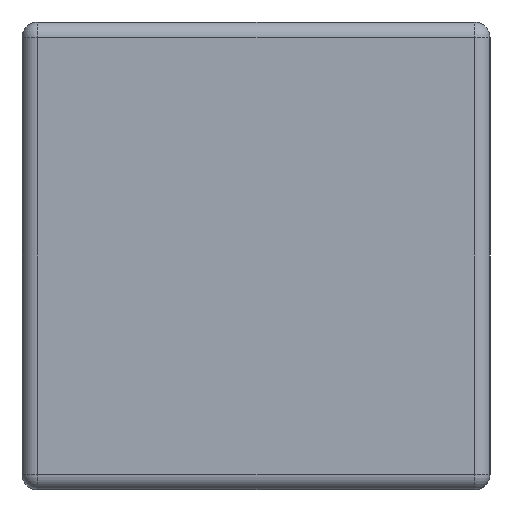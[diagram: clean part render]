
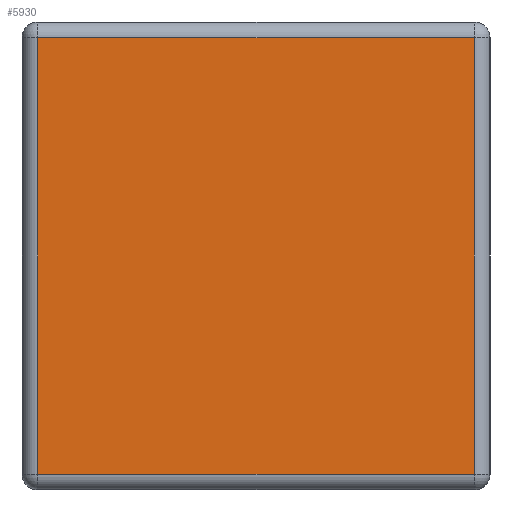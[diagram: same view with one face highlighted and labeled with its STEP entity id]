
A CAD part, left-side view. The second image highlights one B-rep face of the part: STEP entity #5930.
In plain terms, the highlighted planar face has unit normal (-1, 0, 0).
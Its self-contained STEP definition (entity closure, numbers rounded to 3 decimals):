
#440=FACE_OUTER_BOUND('',#778,.T.);
#778=EDGE_LOOP('',(#4015,#4016,#4017,#4018));
#1214=LINE('',#8185,#1834);
#1215=LINE('',#8187,#1835);
#1216=LINE('',#8189,#1836);
#1217=LINE('',#8190,#1837);
#1834=VECTOR('',#6827,1.);
#1835=VECTOR('',#6828,1.);
#1836=VECTOR('',#6829,1.);
#1837=VECTOR('',#6830,1.);
#2453=VERTEX_POINT('',#8183);
#2454=VERTEX_POINT('',#8184);
#2455=VERTEX_POINT('',#8186);
#2456=VERTEX_POINT('',#8188);
#3064=EDGE_CURVE('',#2453,#2454,#1214,.T.);
#3065=EDGE_CURVE('',#2455,#2453,#1215,.T.);
#3066=EDGE_CURVE('',#2456,#2455,#1216,.T.);
#3067=EDGE_CURVE('',#2454,#2456,#1217,.T.);
#4015=ORIENTED_EDGE('',*,*,#3064,.F.);
#4016=ORIENTED_EDGE('',*,*,#3065,.F.);
#4017=ORIENTED_EDGE('',*,*,#3066,.F.);
#4018=ORIENTED_EDGE('',*,*,#3067,.F.);
#5648=PLANE('',#6329);
#5930=ADVANCED_FACE('',(#440),#5648,.T.);
#6329=AXIS2_PLACEMENT_3D('',#8182,#6825,#6826);
#6825=DIRECTION('center_axis',(-1.,0.,0.));
#6826=DIRECTION('ref_axis',(0.,1.,0.));
#6827=DIRECTION('',(0.,1.,0.));
#6828=DIRECTION('',(0.,0.,-1.));
#6829=DIRECTION('',(0.,-1.,0.));
#6830=DIRECTION('',(0.,0.,1.));
#8182=CARTESIAN_POINT('Origin',(-0.3,0.14,0.29));
#8183=CARTESIAN_POINT('',(-0.3,-0.14,0.01));
#8184=CARTESIAN_POINT('',(-0.3,0.14,0.01));
#8185=CARTESIAN_POINT('',(-0.3,0.14,0.01));
#8186=CARTESIAN_POINT('',(-0.3,-0.14,0.29));
#8187=CARTESIAN_POINT('',(-0.3,-0.14,0.01));
#8188=CARTESIAN_POINT('',(-0.3,0.14,0.29));
#8189=CARTESIAN_POINT('',(-0.3,-0.14,0.29));
#8190=CARTESIAN_POINT('',(-0.3,0.14,0.29));
